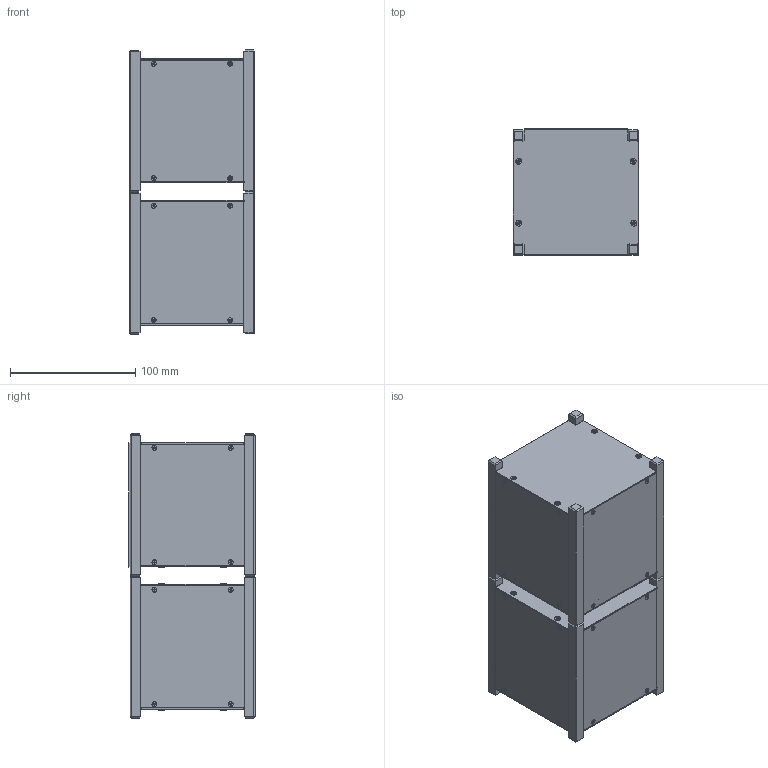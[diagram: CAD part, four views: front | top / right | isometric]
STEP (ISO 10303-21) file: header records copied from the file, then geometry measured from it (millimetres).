
FILE_DESCRIPTION(('STEP AP203'), '1');
FILE_NAME('Òåõíîëîãè÷åñêàÿ ñáîðêà', '', ('UNSPECIFIED'), ('UNSPECIFIED'), 'C3D Converter', 'C3D Toolkit', '');
FILE_SCHEMA(('CONFIG_CONTROL_DESIGN'));
Length unit declared in the file: millimetre
Products named in the file (18): Каркас_нижний_ярус; Каркас_верхний_ярус; СПТХ-М.278.01 Боковина_00
Assembly tree (101 placements, depth 3):
  (unnamed)
    Каркас_нижний_ярус  x2
    (unnamed)  x8
    (unnamed)
    (unnamed)
    (unnamed)  x3
    Каркас_верхний_ярус  x2
      СПТХ-М.278.01 Боковина_00
    (unnamed)  x3
    (unnamed)  x4
    (unnamed)
    (unnamed)
    (unnamed)
    (unnamed)
    (unnamed)  x28
    (unnamed)  x28
    (unnamed)  x12
    (unnamed)  x4
Bounding box: 100.36 x 101.11 x 227.06 mm (x, y, z)
Volume: 260868.8 mm3; surface area: 357517.3 mm2
Topology: 104 solids, 104 shells, 3849 faces, 11193 edges, 7763 vertices
Faces by surface type: plane 2587, cylinder 724, bspline 272, cone 162, torus 92, sphere 12
Full cylindrical faces by diameter (mm): 2 x36, 2.5 x92, 3 x25, 3.4 x16, 3.8 x44, 4.5 x4, 4.7 x28, 5 x8, 5.6 x12, 35 x1, 39 x1, 47 x1, 52 x2, 66 x2
Entity records: 49625 total; most frequent: CARTESIAN_POINT 11620, ORIENTED_EDGE 5982, DIRECTION 5882, EDGE_CURVE 2991, VERTEX_POINT 2201, LINE 2160, VECTOR 2160, AXIS2_PLACEMENT_3D 1861
